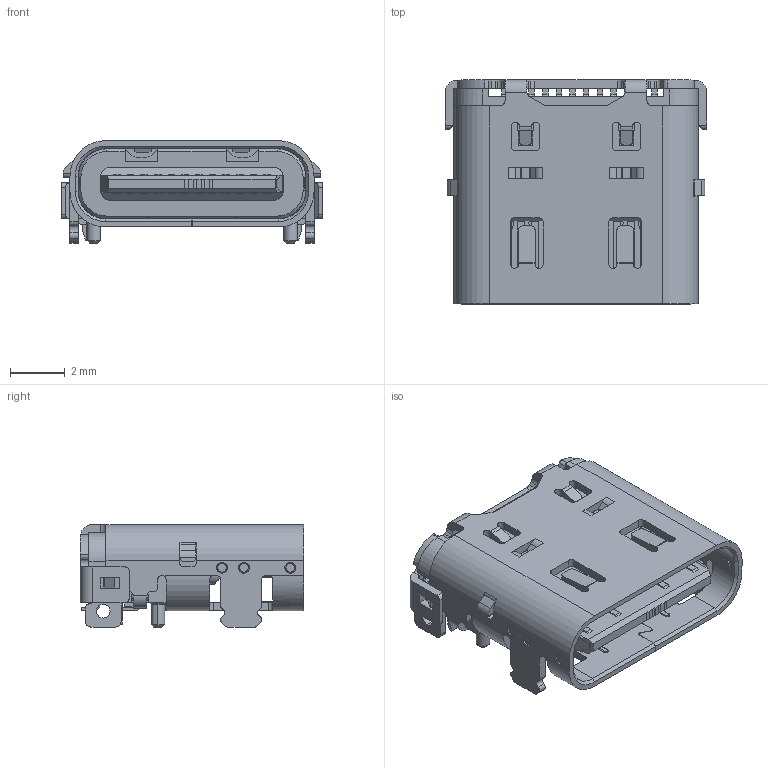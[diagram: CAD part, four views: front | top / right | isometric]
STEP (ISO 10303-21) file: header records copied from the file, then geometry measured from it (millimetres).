
FILE_DESCRIPTION (( 'STEP AP214' ), '1' );
FILE_NAME ('GSB4D313302Y1HR.STEP', '2023-01-14T15:36:12', ( 'ADMIN' ), ( '' ), 'SwSTEP 2.0', 'SolidWorks 2016', '' );
FILE_SCHEMA (( 'AUTOMOTIVE_DESIGN' ));
Length unit declared in the file: millimetre
Products named in the file (1): GSB4D313302Y1HR
Bounding box: 9.58 x 8.2 x 3.76 mm (x, y, z)
Surface area: 557 mm2 (no closed solid volume)
Topology: 0 solids, 5 shells, 1231 faces, 3456 edges, 2252 vertices
Faces by surface type: plane 848, cylinder 331, bspline 32, cone 16, torus 4
Entity records: 40379 total; most frequent: CARTESIAN_POINT 8589, ORIENTED_EDGE 6868, DIRECTION 6298, EDGE_CURVE 3439, LINE 2560, VECTOR 2560, VERTEX_POINT 2250, AXIS2_PLACEMENT_3D 1869
